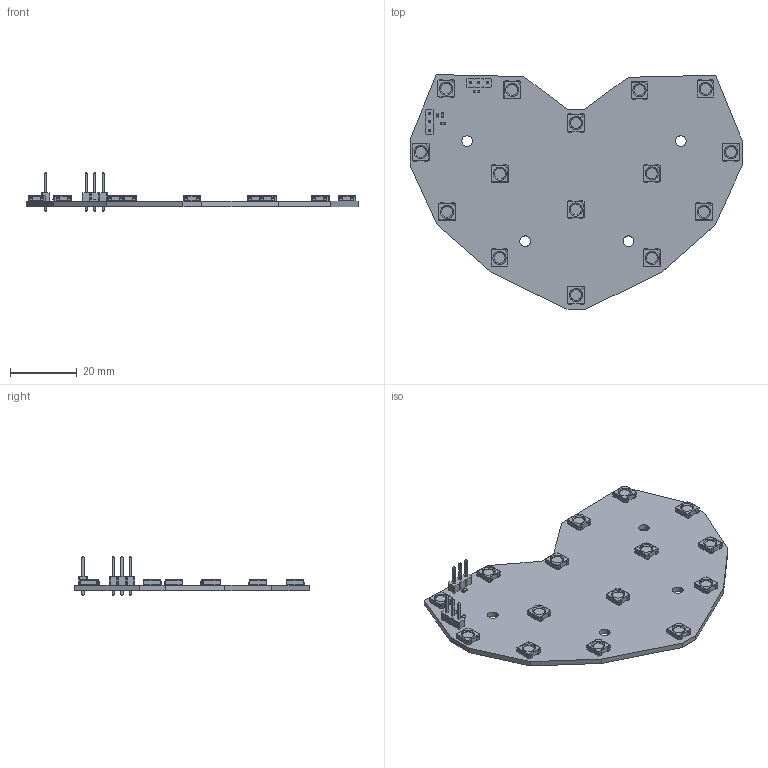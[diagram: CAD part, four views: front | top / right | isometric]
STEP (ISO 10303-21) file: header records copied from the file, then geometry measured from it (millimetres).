
FILE_DESCRIPTION(('KiCad electronic assembly'),'2;1');
FILE_NAME('heart.step','2022-05-08T18:46:42',('Pcbnew'),('Kicad'), 'Open CASCADE STEP processor 7.6','KiCad to STEP converter','Unknown' );
FILE_SCHEMA(('AUTOMOTIVE_DESIGN { 1 0 10303 214 1 1 1 1 }'));
Length unit declared in the file: millimetre
Products named in the file (12): heart 1; LED_WS2812B_PLCC4_5.0x5.0mm_P3.2mm; SOLID; R_0603_1608Metric; PinHeader_1x03_P2.54mm_Vertical; C_0603_1608Metric; C_0402_1005Metric; heart PCB
Assembly tree (27 placements, depth 3):
  heart 1
    LED_WS2812B_PLCC4_5.0x5.0mm_P3.2mm  x15
      SOLID
    R_0603_1608Metric  x2
      SOLID
    PinHeader_1x03_P2.54mm_Vertical  x2
      SOLID
    C_0603_1608Metric
      SOLID
    C_0402_1005Metric
      SOLID
    heart PCB
Bounding box: 99.4 x 70.3 x 11.54 mm (x, y, z)
Volume: 8932.7 mm3; surface area: 12627.7 mm2
Topology: 22 solids, 22 shells, 1308 faces, 3733 edges, 2440 vertices
Faces by surface type: bspline 1280, plane 18, cylinder 10
Full cylindrical faces by diameter (mm): 1 x6, 3.2 x4
Entity records: 16930 total; most frequent: CARTESIAN_POINT 5772, B_SPLINE_CURVE_WITH_KNOTS 1577, ORIENTED_EDGE 1342, PCURVE 1342, DEFINITIONAL_REPRESENTATION 1342, EDGE_CURVE 671, SURFACE_CURVE 659, VERTEX_POINT 436
